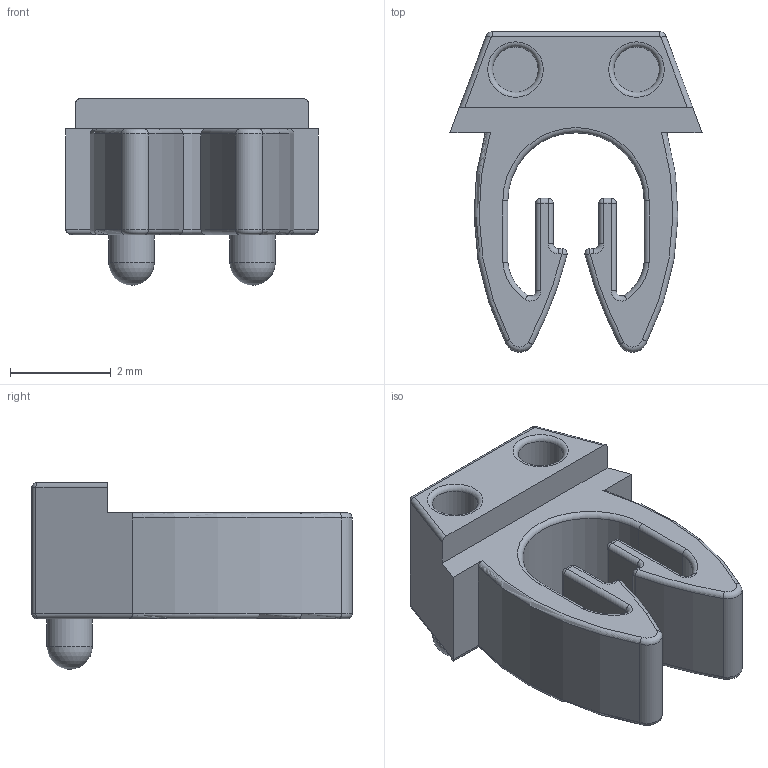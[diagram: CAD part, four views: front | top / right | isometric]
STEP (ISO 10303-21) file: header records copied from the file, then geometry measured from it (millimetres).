
FILE_DESCRIPTION(/* description */ ('Unknown'),/* implementation_level */ '2;1');
FILE_NAME(/* name */ 'ICAB-01',/* time_stamp */ '2024-11-15T09:13:28-03:00',/* author */ ('Unknown'),/* organization */ ('Unknown'),/* preprocessor_version */ 'ST-DEVELOPER v16.7',/* originating_system */ 'Solid Edge',/* authorisation */ 'Unknown');
FILE_SCHEMA (('AUTOMOTIVE_DESIGN {1 0 10303 214 3 1 1}'));
Length unit declared in the file: millimetre
Products named in the file (1): ICAB-01_Bloque
Bounding box: 5 x 6.35 x 3.7 mm (x, y, z)
Volume: 38.6 mm3; surface area: 128.9 mm2
Topology: 1 solids, 1 shells, 120 faces, 280 edges, 152 vertices
Faces by surface type: cylinder 53, torus 32, plane 21, sphere 14
Full cylindrical faces by diameter (mm): 0.9 x4
Entity records: 3242 total; most frequent: DIRECTION 618, CARTESIAN_POINT 569, ORIENTED_EDGE 508, AXIS2_PLACEMENT_3D 259, EDGE_CURVE 254, VERTEX_POINT 146, CIRCLE 134, EDGE_LOOP 130
